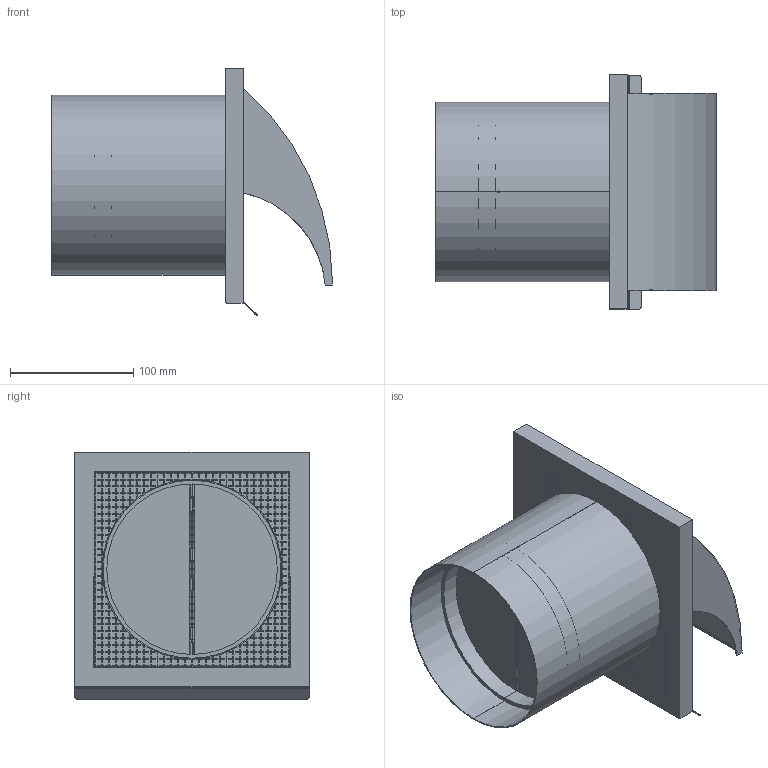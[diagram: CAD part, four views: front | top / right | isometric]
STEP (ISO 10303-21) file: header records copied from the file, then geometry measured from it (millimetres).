
FILE_DESCRIPTION(('STEP AP214'),'1');
FILE_NAME('4022019_V E-Jal Blow 150.STP','2023-05-31T09:01:35',(' '),(' '),'Spatial InterOp 3D',' ',' ');
FILE_SCHEMA(('AUTOMOTIVE_DESIGN { 1 0 10303 214 1 1 1 1 }'));
Length unit declared in the file: millimetre
Products named in the file (1): Quader
Bounding box: 228 x 190 x 201 mm (x, y, z)
Volume: 292040.3 mm3; surface area: 339893.1 mm2
Topology: 4 solids, 4 shells, 3562 faces, 10070 edges, 6650 vertices
Faces by surface type: plane 3514, cylinder 48
Entity records: 115245 total; most frequent: CARTESIAN_POINT 20356, ORIENTED_EDGE 20140, DIRECTION 17476, EDGE_CURVE 10070, LINE 9784, VECTOR 9784, VERTEX_POINT 6650, EDGE_LOOP 4832
